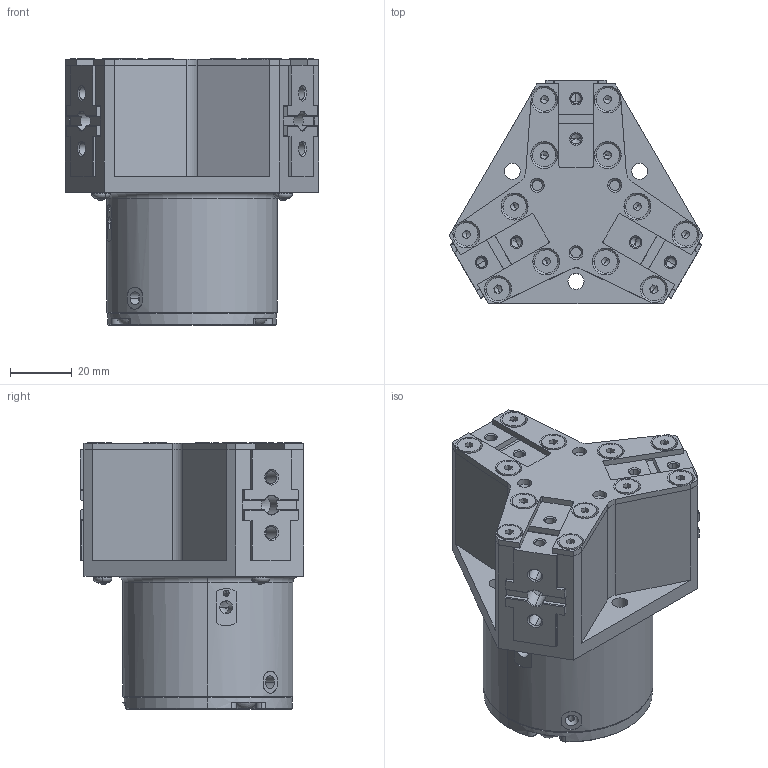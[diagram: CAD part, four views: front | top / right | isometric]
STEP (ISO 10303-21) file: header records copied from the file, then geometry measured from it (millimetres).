
FILE_DESCRIPTION (( 'STEP AP203' ), '1' );
FILE_NAME ('全密封D40三爪-L总成.STEP', '2021-03-08T01:36:11', ( 'User' ), ( 'Microsoft' ), 'SwSTEP 2.0', 'SolidWorks 2015', '' );
FILE_SCHEMA (( 'CONFIG_CONTROL_DESIGN' ));
Length unit declared in the file: millimetre
Products named in the file (10): hexagon socket button head screws gb_GB_SOCKET_TYPE7 M4X8-N; 全密封D40三爪-L总成; 全密封三爪D40前盖-L; 全密封三爪D40后盖-L; 全密封三爪壳体D40-L3; 钢球3.5; 全密封三爪D40滑块-L; 酴蚐郲极; 酴蚐郲郪璃; hexagon socket countersunk head screws gb_GB_FASTENER_SCREWS_HSCHS M4X8-N
Assembly tree (26 placements, depth 3):
  全密封D40三爪-L总成
    全密封三爪壳体D40-L3
    全密封三爪D40滑块-L  x3
    全密封三爪D40前盖-L
    全密封三爪D40后盖-L
    酴蚐郲郪璃  x3
      钢球3.5
      酴蚐郲极
    hexagon socket countersunk head screws gb_GB_FASTENER_SCREWS_HSCHS M4X8-N  x12
    hexagon socket button head screws gb_GB_SOCKET_TYPE7 M4X8-N  x3
Bounding box: 82.03 x 72.25 x 86.13 mm (x, y, z)
Volume: 58035.9 mm3; surface area: 79901.4 mm2
Topology: 26 solids, 29 shells, 1919 faces, 4900 edges, 3073 vertices
Faces by surface type: plane 1013, cylinder 351, cone 321, bspline 184, torus 38, sphere 12
Entity records: 52658 total; most frequent: CARTESIAN_POINT 19604, ORIENTED_EDGE 6806, DIRECTION 5943, EDGE_CURVE 3407, LINE 2299, VECTOR 2299, VERTEX_POINT 2207, AXIS2_PLACEMENT_3D 1822
